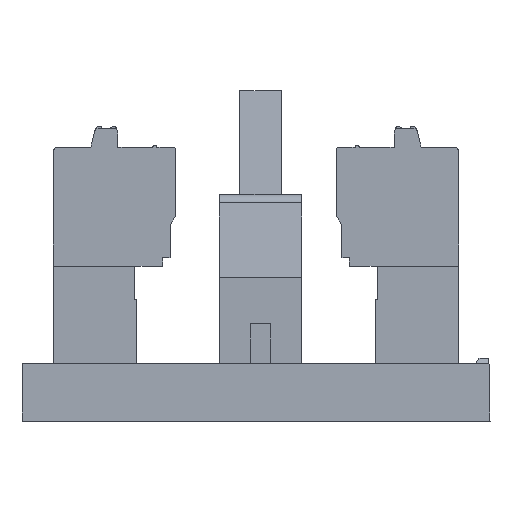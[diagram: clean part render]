
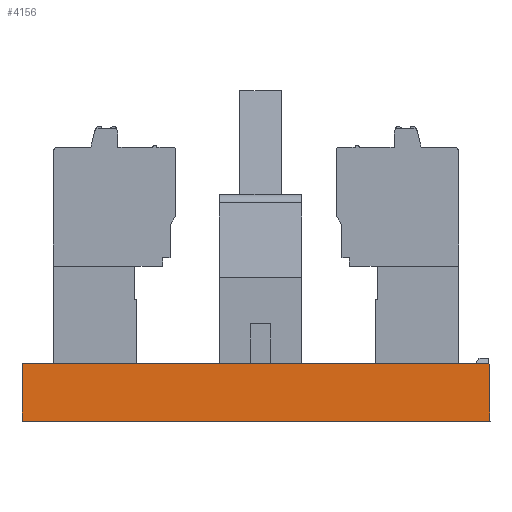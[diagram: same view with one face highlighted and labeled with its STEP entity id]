
A CAD part, left-side view. The second image highlights one B-rep face of the part: STEP entity #4156.
In plain terms, the highlighted planar face has unit normal (-1, 0, 0.018).
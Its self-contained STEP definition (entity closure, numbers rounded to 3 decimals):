
#1614=FACE_OUTER_BOUND('',#9969,.T.);
#4156=ADVANCED_FACE('',(#1614),#6720,.T.);
#6720=PLANE('',#52171);
#9969=EDGE_LOOP('',(#12878,#12879,#12880,#12881));
#12878=ORIENTED_EDGE('',*,*,#32346,.T.);
#12879=ORIENTED_EDGE('',*,*,#32338,.F.);
#12880=ORIENTED_EDGE('',*,*,#32316,.F.);
#12881=ORIENTED_EDGE('',*,*,#32344,.T.);
#27453=VERTEX_POINT('',#69577);
#27454=VERTEX_POINT('',#69579);
#27467=VERTEX_POINT('',#69621);
#27471=VERTEX_POINT('',#69631);
#32316=EDGE_CURVE('',#27453,#27454,#39598,.T.);
#32338=EDGE_CURVE('',#27454,#27467,#39618,.T.);
#32344=EDGE_CURVE('',#27453,#27471,#39624,.T.);
#32346=EDGE_CURVE('',#27471,#27467,#39626,.T.);
#39598=LINE('',#69578,#45958);
#39618=LINE('',#69620,#45978);
#39624=LINE('',#69632,#45984);
#39626=LINE('',#69635,#45986);
#45958=VECTOR('',#55851,1.);
#45978=VECTOR('',#55889,1.);
#45984=VECTOR('',#55897,1.);
#45986=VECTOR('',#55901,1.);
#52171=AXIS2_PLACEMENT_3D('',#69636,#55902,#55903);
#55851=DIRECTION('',(0.,-1.,0.));
#55889=DIRECTION('',(-0.017,-0.017,-1.));
#55897=DIRECTION('',(-0.017,0.,-1.));
#55901=DIRECTION('',(0.,-1.,0.));
#55902=DIRECTION('',(-1.,0.,0.017));
#55903=DIRECTION('',(-0.017,0.,-1.));
#69577=CARTESIAN_POINT('',(599.998,-51.216,4.5));
#69578=CARTESIAN_POINT('',(599.998,-82.316,4.5));
#69579=CARTESIAN_POINT('',(599.998,-96.318,4.5));
#69620=CARTESIAN_POINT('',(599.914,-96.402,-0.313));
#69621=CARTESIAN_POINT('',(599.9,-96.416,-1.1));
#69631=CARTESIAN_POINT('',(599.9,-51.216,-1.1));
#69632=CARTESIAN_POINT('',(599.9,-51.216,-1.1));
#69635=CARTESIAN_POINT('',(599.9,-82.316,-1.1));
#69636=CARTESIAN_POINT('',(599.9,-82.316,-1.1));
